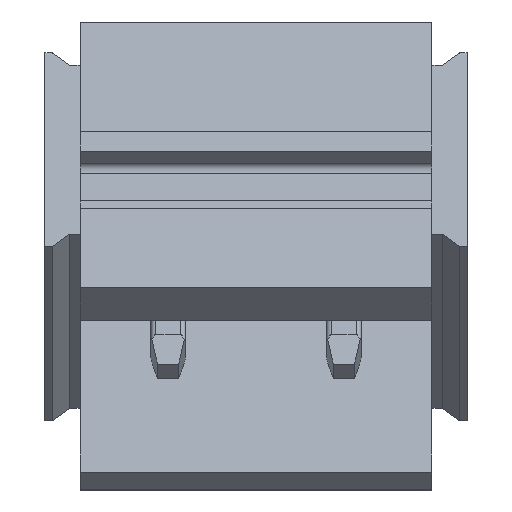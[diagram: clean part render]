
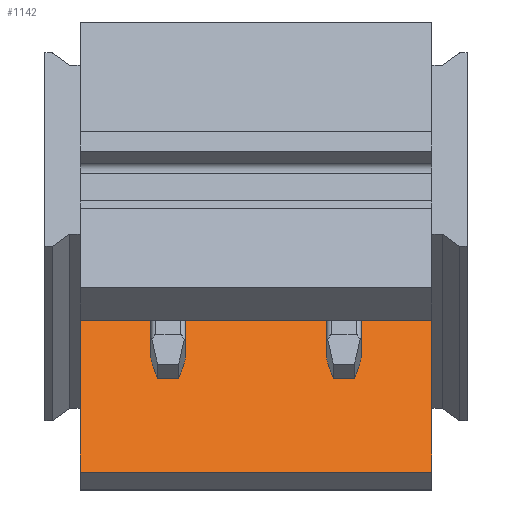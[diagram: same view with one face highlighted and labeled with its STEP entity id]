
A CAD part, top view. The second image highlights one B-rep face of the part: STEP entity #1142.
In plain terms, the highlighted planar face has unit normal (0, 0.707, 0.707).
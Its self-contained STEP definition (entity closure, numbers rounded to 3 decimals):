
#1113=AXIS2_PLACEMENT_3D('Plane Axis2P3D',#1110,#1111,#1112) ;
#270=CARTESIAN_POINT('Vertex',(1.,2.334,8.556)) ;
#423=CARTESIAN_POINT('Vertex',(1.,0.495,10.395)) ;
#426=CARTESIAN_POINT('Line Origine',(1.,1.414,9.476)) ;
#495=CARTESIAN_POINT('Line Origine',(1.,4.419,6.47)) ;
#499=CARTESIAN_POINT('Vertex',(1.,6.505,4.385)) ;
#1094=CARTESIAN_POINT('Vertex',(11.,0.495,10.395)) ;
#1097=CARTESIAN_POINT('Line Origine',(6.,0.495,10.395)) ;
#1110=CARTESIAN_POINT('Axis2P3D Location',(1.,0.495,10.395)) ;
#1115=CARTESIAN_POINT('Line Origine',(11.,1.414,9.476)) ;
#1119=CARTESIAN_POINT('Vertex',(11.,2.334,8.556)) ;
#1122=CARTESIAN_POINT('Line Origine',(11.,4.419,6.47)) ;
#1126=CARTESIAN_POINT('Vertex',(11.,6.505,4.385)) ;
#1129=CARTESIAN_POINT('Line Origine',(6.,6.505,4.385)) ;
#427=DIRECTION('Vector Direction',(0.,0.707,-0.707)) ;
#496=DIRECTION('Vector Direction',(0.,0.707,-0.707)) ;
#1098=DIRECTION('Vector Direction',(1.,0.,0.)) ;
#1111=DIRECTION('Axis2P3D Direction',(0.,-0.707,-0.707)) ;
#1112=DIRECTION('Axis2P3D XDirection',(0.,0.707,-0.707)) ;
#1116=DIRECTION('Vector Direction',(0.,0.707,-0.707)) ;
#1123=DIRECTION('Vector Direction',(0.,0.707,-0.707)) ;
#1130=DIRECTION('Vector Direction',(1.,0.,0.)) ;
#428=VECTOR('Line Direction',#427,1.) ;
#497=VECTOR('Line Direction',#496,1.) ;
#1099=VECTOR('Line Direction',#1098,1.) ;
#1117=VECTOR('Line Direction',#1116,1.) ;
#1124=VECTOR('Line Direction',#1123,1.) ;
#1131=VECTOR('Line Direction',#1130,1.) ;
#1135=ORIENTED_EDGE('',*,*,#1121,.T.) ;
#1136=ORIENTED_EDGE('',*,*,#1128,.T.) ;
#1137=ORIENTED_EDGE('',*,*,#1133,.F.) ;
#1138=ORIENTED_EDGE('',*,*,#501,.F.) ;
#1139=ORIENTED_EDGE('',*,*,#430,.F.) ;
#1140=ORIENTED_EDGE('',*,*,#1101,.T.) ;
#1142=ADVANCED_FACE('Housing',(#1141),#1114,.F.) ;
#430=EDGE_CURVE('',#424,#271,#429,.T.) ;
#501=EDGE_CURVE('',#271,#500,#498,.T.) ;
#1101=EDGE_CURVE('',#424,#1095,#1100,.T.) ;
#1121=EDGE_CURVE('',#1095,#1120,#1118,.T.) ;
#1128=EDGE_CURVE('',#1120,#1127,#1125,.T.) ;
#1133=EDGE_CURVE('',#500,#1127,#1132,.T.) ;
#1134=EDGE_LOOP('',(#1135,#1136,#1137,#1138,#1139,#1140)) ;
#1141=FACE_OUTER_BOUND('',#1134,.T.) ;
#429=LINE('Line',#426,#428) ;
#498=LINE('Line',#495,#497) ;
#1100=LINE('Line',#1097,#1099) ;
#1118=LINE('Line',#1115,#1117) ;
#1125=LINE('Line',#1122,#1124) ;
#1132=LINE('Line',#1129,#1131) ;
#1114=PLANE('',#1113) ;
#271=VERTEX_POINT('',#270) ;
#424=VERTEX_POINT('',#423) ;
#500=VERTEX_POINT('',#499) ;
#1095=VERTEX_POINT('',#1094) ;
#1120=VERTEX_POINT('',#1119) ;
#1127=VERTEX_POINT('',#1126) ;
